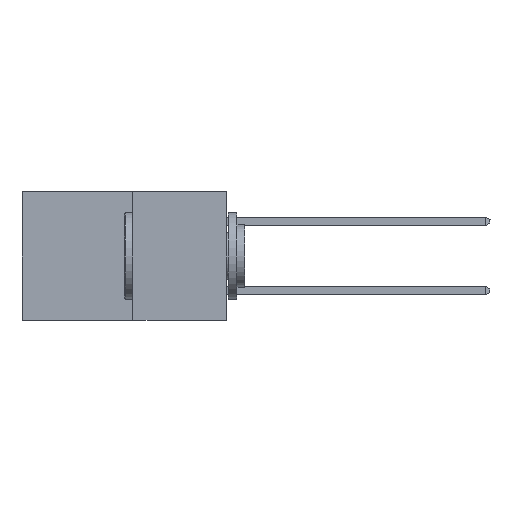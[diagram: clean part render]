
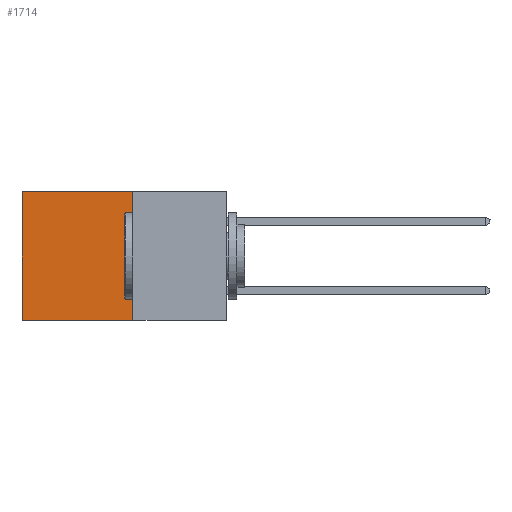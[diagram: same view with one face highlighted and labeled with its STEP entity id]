
A CAD part, left-side view. The second image highlights one B-rep face of the part: STEP entity #1714.
In plain terms, the highlighted planar face has unit normal (-1, 0, 0).
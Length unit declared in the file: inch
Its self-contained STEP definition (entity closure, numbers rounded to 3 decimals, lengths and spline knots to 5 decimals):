
#57 = AXIS2_PLACEMENT_3D ( 'NONE', #2110, #17245, #3567 ) ;
#161 = DIRECTION ( 'NONE',  ( 0., 1., 0. ) ) ;
#1714 = ADVANCED_FACE ( 'NONE', ( #10896 ), #17570, .F. ) ;
#2110 = CARTESIAN_POINT ( 'NONE',  ( 0.277, 0.27, -0.37 ) ) ;
#2560 = LINE ( 'NONE', #5734, #14432 ) ;
#3567 = DIRECTION ( 'NONE',  ( 0., 0., -1. ) ) ;
#3642 = VECTOR ( 'NONE', #161, 39.37008 ) ;
#4214 = CARTESIAN_POINT ( 'NONE',  ( 0.277, 0.59, 0. ) ) ;
#5734 = CARTESIAN_POINT ( 'NONE',  ( 0.277, 0.27, -0.37 ) ) ;
#6093 = ORIENTED_EDGE ( 'NONE', *, *, #18061, .F. ) ;
#6343 = CARTESIAN_POINT ( 'NONE',  ( 0.277, 0.59, -0.37 ) ) ;
#7988 = ORIENTED_EDGE ( 'NONE', *, *, #22851, .F. ) ;
#9642 = CARTESIAN_POINT ( 'NONE',  ( 0.277, 0.27, 0. ) ) ;
#10896 = FACE_OUTER_BOUND ( 'NONE', #21718, .T. ) ;
#12139 = LINE ( 'NONE', #27096, #18302 ) ;
#12893 = DIRECTION ( 'NONE',  ( 0., 0., -1. ) ) ;
#13317 = DIRECTION ( 'NONE',  ( 0., 1., 0. ) ) ;
#13496 = DIRECTION ( 'NONE',  ( 0., 0., -1. ) ) ;
#13575 = ORIENTED_EDGE ( 'NONE', *, *, #28813, .T. ) ;
#14432 = VECTOR ( 'NONE', #12893, 39.37008 ) ;
#16200 = LINE ( 'NONE', #9642, #3642 ) ;
#17245 = DIRECTION ( 'NONE',  ( 1., 0., 0. ) ) ;
#17570 = PLANE ( 'NONE',  #57 ) ;
#17983 = CARTESIAN_POINT ( 'NONE',  ( 0.277, 0.27, -0.37 ) ) ;
#18061 = EDGE_CURVE ( 'NONE', #24724, #28057, #12139, .T. ) ;
#18302 = VECTOR ( 'NONE', #13317, 39.37008 ) ;
#20038 = LINE ( 'NONE', #6343, #30024 ) ;
#21062 = CARTESIAN_POINT ( 'NONE',  ( 0.277, 0.59, -0.37 ) ) ;
#21718 = EDGE_LOOP ( 'NONE', ( #29274, #6093, #7988, #13575 ) ) ;
#22851 = EDGE_CURVE ( 'NONE', #28509, #24724, #2560, .T. ) ;
#24129 = VERTEX_POINT ( 'NONE', #4214 ) ;
#24724 = VERTEX_POINT ( 'NONE', #17983 ) ;
#24846 = CARTESIAN_POINT ( 'NONE',  ( 0.277, 0.27, 0. ) ) ;
#27096 = CARTESIAN_POINT ( 'NONE',  ( 0.277, 0.27, -0.37 ) ) ;
#28057 = VERTEX_POINT ( 'NONE', #21062 ) ;
#28509 = VERTEX_POINT ( 'NONE', #24846 ) ;
#28813 = EDGE_CURVE ( 'NONE', #28509, #24129, #16200, .T. ) ;
#29274 = ORIENTED_EDGE ( 'NONE', *, *, #30022, .T. ) ;
#30022 = EDGE_CURVE ( 'NONE', #24129, #28057, #20038, .T. ) ;
#30024 = VECTOR ( 'NONE', #13496, 39.37008 ) ;
